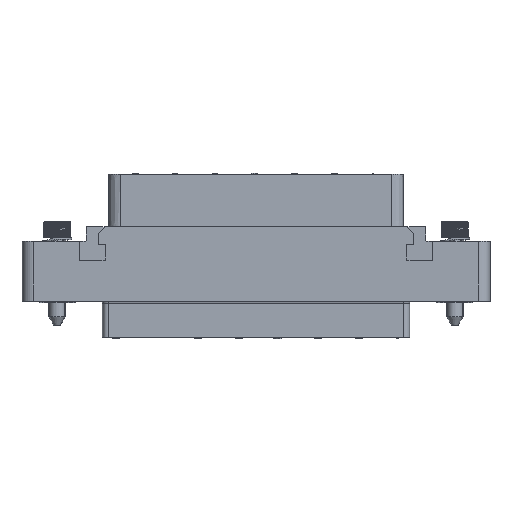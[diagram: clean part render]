
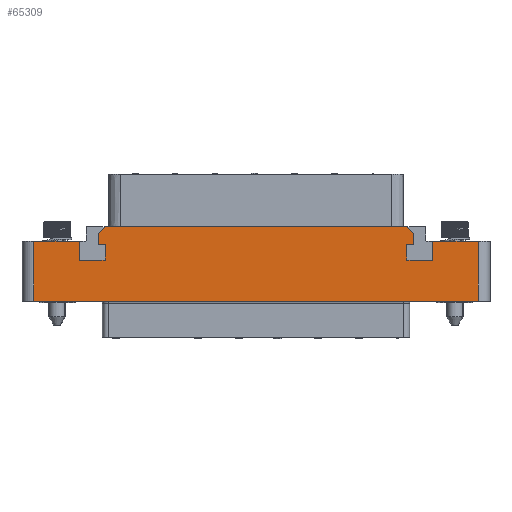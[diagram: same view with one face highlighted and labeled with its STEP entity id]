
A CAD part, top view. The second image highlights one B-rep face of the part: STEP entity #65309.
In plain terms, the highlighted planar face has unit normal (0, 0, 1).
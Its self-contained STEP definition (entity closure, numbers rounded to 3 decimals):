
#1448=DIRECTION('',(0.,-1.,0.));
#1449=VECTOR('',#1448,10.25);
#1450=CARTESIAN_POINT('',(-38.,10.25,7.));
#1451=LINE('',#1450,#1449);
#1466=DIRECTION('',(-1.,0.,0.));
#1467=VECTOR('',#1466,76.);
#1468=CARTESIAN_POINT('',(38.,0.,7.));
#1469=LINE('',#1468,#1467);
#1470=DIRECTION('',(1.,0.,0.));
#1471=VECTOR('',#1470,7.8);
#1472=CARTESIAN_POINT('',(-38.,10.25,7.));
#1473=LINE('',#1472,#1471);
#1474=DIRECTION('',(0.,-1.,0.));
#1475=VECTOR('',#1474,3.2);
#1476=CARTESIAN_POINT('',(-30.2,10.25,7.));
#1477=LINE('',#1476,#1475);
#1478=DIRECTION('',(1.,0.,0.));
#1479=VECTOR('',#1478,4.4);
#1480=CARTESIAN_POINT('',(-30.2,7.05,7.));
#1481=LINE('',#1480,#1479);
#1482=DIRECTION('',(0.,1.,0.));
#1483=VECTOR('',#1482,2.6);
#1484=CARTESIAN_POINT('',(-25.8,7.05,7.));
#1485=LINE('',#1484,#1483);
#1486=DIRECTION('',(-1.,0.,0.));
#1487=VECTOR('',#1486,1.2);
#1488=CARTESIAN_POINT('',(-25.8,9.65,7.));
#1489=LINE('',#1488,#1487);
#1490=DIRECTION('',(0.,-1.,0.));
#1491=VECTOR('',#1490,1.9);
#1492=CARTESIAN_POINT('',(-27.,11.55,7.));
#1493=LINE('',#1492,#1491);
#1494=DIRECTION('',(1.,0.,0.));
#1495=VECTOR('',#1494,51.6);
#1496=CARTESIAN_POINT('',(-25.8,12.75,7.));
#1497=LINE('',#1496,#1495);
#1498=DIRECTION('',(0.,-1.,0.));
#1499=VECTOR('',#1498,1.9);
#1500=CARTESIAN_POINT('',(27.,11.55,7.));
#1501=LINE('',#1500,#1499);
#1502=DIRECTION('',(-1.,0.,0.));
#1503=VECTOR('',#1502,1.2);
#1504=CARTESIAN_POINT('',(27.,9.65,7.));
#1505=LINE('',#1504,#1503);
#1506=DIRECTION('',(0.,-1.,0.));
#1507=VECTOR('',#1506,2.6);
#1508=CARTESIAN_POINT('',(25.8,9.65,7.));
#1509=LINE('',#1508,#1507);
#1510=DIRECTION('',(1.,0.,0.));
#1511=VECTOR('',#1510,4.4);
#1512=CARTESIAN_POINT('',(25.8,7.05,7.));
#1513=LINE('',#1512,#1511);
#1514=DIRECTION('',(0.,1.,0.));
#1515=VECTOR('',#1514,3.2);
#1516=CARTESIAN_POINT('',(30.2,7.05,7.));
#1517=LINE('',#1516,#1515);
#1518=DIRECTION('',(1.,0.,0.));
#1519=VECTOR('',#1518,7.8);
#1520=CARTESIAN_POINT('',(30.2,10.25,7.));
#1521=LINE('',#1520,#1519);
#1522=DIRECTION('',(0.,1.,0.));
#1523=VECTOR('',#1522,10.25);
#1524=CARTESIAN_POINT('',(38.,0.,7.));
#1525=LINE('',#1524,#1523);
#2268=DIRECTION('',(0.707,-0.707,0.));
#2269=VECTOR('',#2268,1.697);
#2270=CARTESIAN_POINT('',(25.8,12.75,7.));
#2271=LINE('',#2270,#2269);
#2292=DIRECTION('',(-0.707,-0.707,0.));
#2293=VECTOR('',#2292,1.697);
#2294=CARTESIAN_POINT('',(-25.8,12.75,7.));
#2295=LINE('',#2294,#2293);
#55639=CARTESIAN_POINT('',(-30.2,10.25,7.));
#55640=CARTESIAN_POINT('',(-30.2,7.05,7.));
#55641=VERTEX_POINT('',#55639);
#55642=VERTEX_POINT('',#55640);
#55643=CARTESIAN_POINT('',(-25.8,7.05,7.));
#55644=VERTEX_POINT('',#55643);
#55645=CARTESIAN_POINT('',(-25.8,9.65,7.));
#55646=VERTEX_POINT('',#55645);
#55647=CARTESIAN_POINT('',(-27.,9.65,7.));
#55648=VERTEX_POINT('',#55647);
#55649=CARTESIAN_POINT('',(27.,9.65,7.));
#55650=CARTESIAN_POINT('',(25.8,9.65,7.));
#55651=VERTEX_POINT('',#55649);
#55652=VERTEX_POINT('',#55650);
#55653=CARTESIAN_POINT('',(25.8,7.05,7.));
#55654=VERTEX_POINT('',#55653);
#55655=CARTESIAN_POINT('',(30.2,7.05,7.));
#55656=VERTEX_POINT('',#55655);
#55657=CARTESIAN_POINT('',(30.2,10.25,7.));
#55658=VERTEX_POINT('',#55657);
#55663=CARTESIAN_POINT('',(-25.8,12.75,7.));
#55665=VERTEX_POINT('',#55663);
#55667=CARTESIAN_POINT('',(-27.,11.55,7.));
#55669=VERTEX_POINT('',#55667);
#55671=CARTESIAN_POINT('',(25.8,12.75,7.));
#55673=VERTEX_POINT('',#55671);
#55675=CARTESIAN_POINT('',(27.,11.55,7.));
#55677=VERTEX_POINT('',#55675);
#55767=CARTESIAN_POINT('',(38.,0.,7.));
#55768=CARTESIAN_POINT('',(38.,10.25,7.));
#55769=VERTEX_POINT('',#55767);
#55770=VERTEX_POINT('',#55768);
#55775=CARTESIAN_POINT('',(-38.,10.25,7.));
#55776=CARTESIAN_POINT('',(-38.,0.,7.));
#55777=VERTEX_POINT('',#55775);
#55778=VERTEX_POINT('',#55776);
#65268=CARTESIAN_POINT('',(0.,0.,7.));
#65269=DIRECTION('',(0.,0.,-1.));
#65270=DIRECTION('',(-1.,0.,0.));
#65271=AXIS2_PLACEMENT_3D('',#65268,#65269,#65270);
#65272=PLANE('',#65271);
#65274=ORIENTED_EDGE('',*,*,#65273,.F.);
#65276=ORIENTED_EDGE('',*,*,#65275,.T.);
#65277=ORIENTED_EDGE('',*,*,#65258,.F.);
#65278=ORIENTED_EDGE('',*,*,#64980,.T.);
#65280=ORIENTED_EDGE('',*,*,#65279,.T.);
#65282=ORIENTED_EDGE('',*,*,#65281,.T.);
#65284=ORIENTED_EDGE('',*,*,#65283,.T.);
#65286=ORIENTED_EDGE('',*,*,#65285,.T.);
#65288=ORIENTED_EDGE('',*,*,#65287,.F.);
#65290=ORIENTED_EDGE('',*,*,#65289,.F.);
#65292=ORIENTED_EDGE('',*,*,#65291,.T.);
#65294=ORIENTED_EDGE('',*,*,#65293,.T.);
#65296=ORIENTED_EDGE('',*,*,#65295,.T.);
#65298=ORIENTED_EDGE('',*,*,#65297,.T.);
#65300=ORIENTED_EDGE('',*,*,#65299,.T.);
#65302=ORIENTED_EDGE('',*,*,#65301,.T.);
#65304=ORIENTED_EDGE('',*,*,#65303,.T.);
#65306=ORIENTED_EDGE('',*,*,#65305,.T.);
#65307=EDGE_LOOP('',(#65274,#65276,#65277,#65278,#65280,#65282,#65284,#65286,
#65288,#65290,#65292,#65294,#65296,#65298,#65300,#65302,#65304,#65306));
#65308=FACE_OUTER_BOUND('',#65307,.F.);
#65309=ADVANCED_FACE('',(#65308),#65272,.F.);
#64980=EDGE_CURVE('',#55777,#55641,#1473,.T.);
#65258=EDGE_CURVE('',#55777,#55778,#1451,.T.);
#65273=EDGE_CURVE('',#55769,#55770,#1525,.T.);
#65275=EDGE_CURVE('',#55769,#55778,#1469,.T.);
#65279=EDGE_CURVE('',#55641,#55642,#1477,.T.);
#65281=EDGE_CURVE('',#55642,#55644,#1481,.T.);
#65283=EDGE_CURVE('',#55644,#55646,#1485,.T.);
#65285=EDGE_CURVE('',#55646,#55648,#1489,.T.);
#65287=EDGE_CURVE('',#55669,#55648,#1493,.T.);
#65289=EDGE_CURVE('',#55665,#55669,#2295,.T.);
#65291=EDGE_CURVE('',#55665,#55673,#1497,.T.);
#65293=EDGE_CURVE('',#55673,#55677,#2271,.T.);
#65295=EDGE_CURVE('',#55677,#55651,#1501,.T.);
#65297=EDGE_CURVE('',#55651,#55652,#1505,.T.);
#65299=EDGE_CURVE('',#55652,#55654,#1509,.T.);
#65301=EDGE_CURVE('',#55654,#55656,#1513,.T.);
#65303=EDGE_CURVE('',#55656,#55658,#1517,.T.);
#65305=EDGE_CURVE('',#55658,#55770,#1521,.T.);
